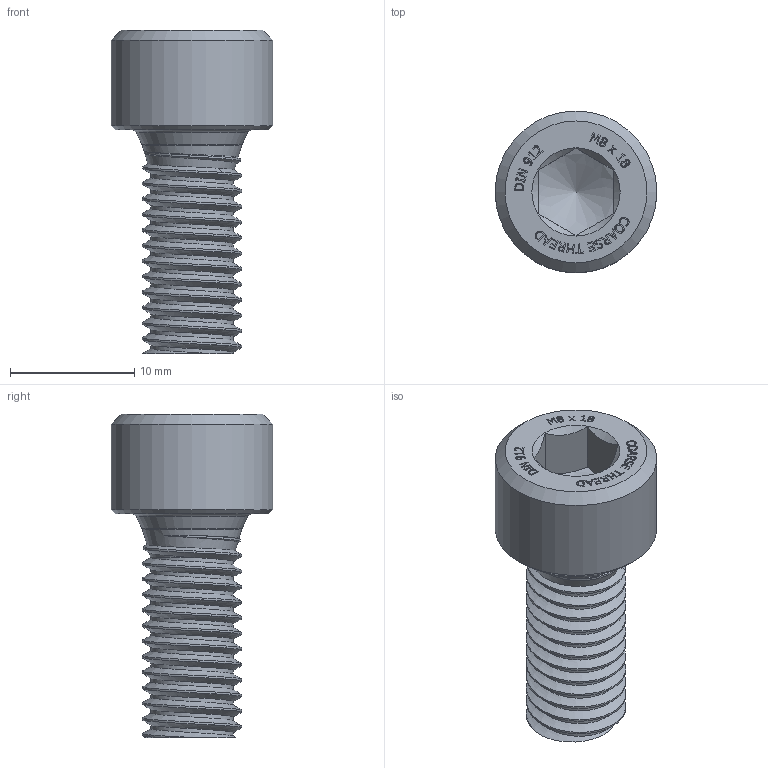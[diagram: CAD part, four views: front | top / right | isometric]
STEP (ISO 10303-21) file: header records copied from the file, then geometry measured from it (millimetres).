
FILE_DESCRIPTION((''),'2;1');
FILE_NAME('DIN912M8L18.stp','2012-04-21T00:45:05',('Peter'),(''),'Autodesk Inventor 2011','Autodesk Inventor 2011','');
FILE_SCHEMA(('AUTOMOTIVE_DESIGN { 1 0 10303 214 1 1 1 1 }'));
Length unit declared in the file: millimetre
Products named in the file (1): DIN912M8L18
Bounding box: 13 x 13 x 26 mm (x, y, z)
Volume: 1668.3 mm3; surface area: 1311.5 mm2
Topology: 1 solids, 1 shells, 394 faces, 1059 edges, 703 vertices
Faces by surface type: plane 231, bspline 152, cone 7, cylinder 2, torus 2
Full cylindrical faces by diameter (mm): 13 x1
Entity records: 15861 total; most frequent: CARTESIAN_POINT 7111, ORIENTED_EDGE 2090, DIRECTION 1222, EDGE_CURVE 1045, VECTOR 716, LINE 716, VERTEX_POINT 699, EDGE_LOOP 438
